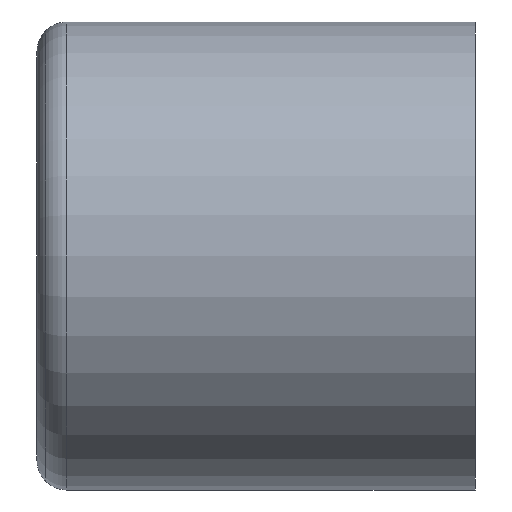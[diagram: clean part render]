
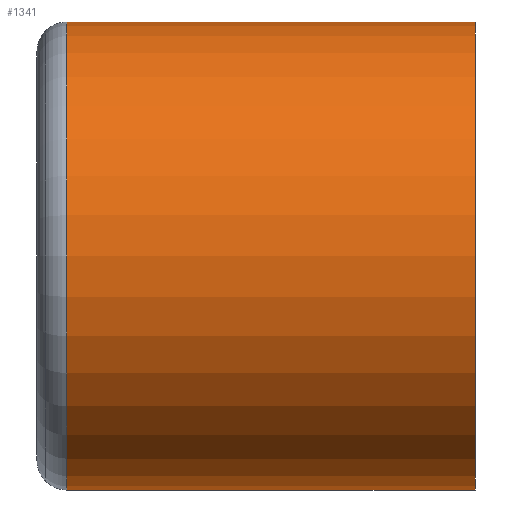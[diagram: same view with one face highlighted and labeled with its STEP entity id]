
A CAD part, left-side view. The second image highlights one B-rep face of the part: STEP entity #1341.
In plain terms, the highlighted cylindrical face has radius 11.75 mm (diameter 23.5 mm), a partial arc.
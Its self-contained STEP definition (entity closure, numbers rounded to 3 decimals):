
#178=CARTESIAN_POINT('',(0.,-0.01,0.));
#179=DIRECTION('',(0.,-1.,0.));
#180=DIRECTION('',(0.,0.,1.));
#181=AXIS2_PLACEMENT_3D('',#178,#179,#180);
#193=DIRECTION('',(0.,-1.,0.));
#194=VECTOR('',#193,20.5);
#195=CARTESIAN_POINT('',(0.,20.49,-11.75));
#196=LINE('',#195,#194);
#197=DIRECTION('',(0.,-1.,0.));
#198=VECTOR('',#197,20.5);
#199=CARTESIAN_POINT('',(0.,20.49,11.75));
#200=LINE('',#199,#198);
#201=CARTESIAN_POINT('',(0.,20.49,0.));
#202=DIRECTION('',(0.,1.,0.));
#203=DIRECTION('',(0.,0.,-1.));
#204=AXIS2_PLACEMENT_3D('',#201,#202,#203);
#1069=CARTESIAN_POINT('',(0.,20.49,11.75));
#1070=CARTESIAN_POINT('',(0.,-0.01,11.75));
#1071=VERTEX_POINT('',#1069);
#1072=VERTEX_POINT('',#1070);
#1073=CARTESIAN_POINT('',(0.,20.49,-11.75));
#1074=CARTESIAN_POINT('',(0.,-0.01,-11.75));
#1075=VERTEX_POINT('',#1073);
#1076=VERTEX_POINT('',#1074);
#1329=CARTESIAN_POINT('',(0.,-0.01,0.));
#1330=DIRECTION('',(0.,-1.,0.));
#1331=DIRECTION('',(0.,0.,-1.));
#1332=AXIS2_PLACEMENT_3D('',#1329,#1330,#1331);
#1333=CYLINDRICAL_SURFACE('',#1332,11.75);
#1334=ORIENTED_EDGE('',*,*,#1305,.T.);
#1335=ORIENTED_EDGE('',*,*,#1324,.F.);
#1337=ORIENTED_EDGE('',*,*,#1336,.T.);
#1338=ORIENTED_EDGE('',*,*,#1320,.T.);
#1339=EDGE_LOOP('',(#1334,#1335,#1337,#1338));
#1340=FACE_OUTER_BOUND('',#1339,.F.);
#182=CIRCLE('',#181,11.75);
#205=CIRCLE('',#204,11.75);
#1305=EDGE_CURVE('',#1072,#1076,#182,.T.);
#1320=EDGE_CURVE('',#1071,#1072,#200,.T.);
#1324=EDGE_CURVE('',#1075,#1076,#196,.T.);
#1336=EDGE_CURVE('',#1075,#1071,#205,.T.);
#1341=ADVANCED_FACE('',(#1340),#1333,.T.);
